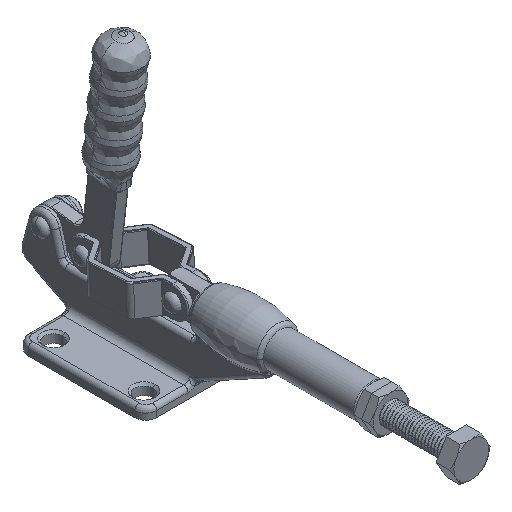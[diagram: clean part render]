
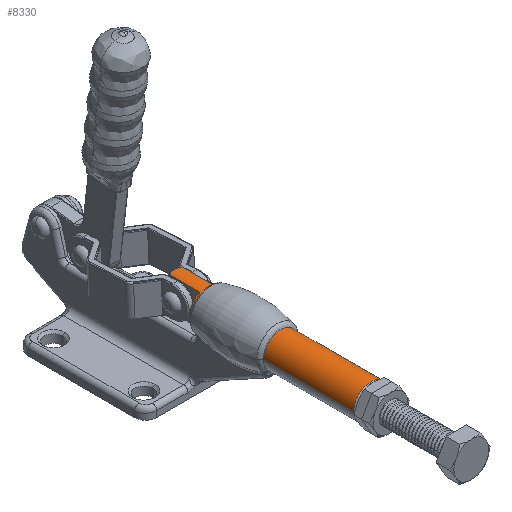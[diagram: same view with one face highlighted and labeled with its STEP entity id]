
A CAD part, isometric view. The second image highlights one B-rep face of the part: STEP entity #8330.
In plain terms, the highlighted face is a revolution surface.
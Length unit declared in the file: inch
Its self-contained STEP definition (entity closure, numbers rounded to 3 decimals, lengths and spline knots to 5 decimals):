
#5529=VERTEX_POINT('',#14075);
#6632=EDGE_CURVE('',#5529,#9725,#15273,.T.);
#6789=VERTEX_POINT('',#15443);
#7977=EDGE_CURVE('',#9725,#11333,#16746,.T.);
#7981=EDGE_CURVE('',#9307,#6789,#16750,.T.);
#8330=ADVANCED_FACE('',(#17131),#17132,.T.);
#8338=VERTEX_POINT('',#17140);
#8556=EDGE_CURVE('',#11333,#10475,#17379,.T.);
#9307=VERTEX_POINT('',#18191);
#9633=EDGE_CURVE('',#11702,#5529,#18549,.T.);
#9682=EDGE_CURVE('',#11702,#6789,#18604,.T.);
#9725=VERTEX_POINT('',#18648);
#10475=VERTEX_POINT('',#19461);
#10523=EDGE_CURVE('',#10475,#8338,#19515,.T.);
#10624=EDGE_CURVE('',#9307,#8338,#19624,.T.);
#11333=VERTEX_POINT('',#20407);
#11702=VERTEX_POINT('',#20806);
#14075=CARTESIAN_POINT('',(-0.11811,-2.72543,0.2841));
#15273=B_SPLINE_CURVE_WITH_KNOTS('',1,(#35811,#35812),.UNSPECIFIED.,.F.,.F.,(2,2),(0.0,0.014),.UNSPECIFIED.);
#15443=CARTESIAN_POINT('',(-0.30768,-5.68606,0.));
#16746=(B_SPLINE_CURVE(3,(#41934,#41935,#41936,#41937),.UNSPECIFIED.,.F.,.F.)B_SPLINE_CURVE_WITH_KNOTS((4,4),(-1.96479,-1.1768),.UNSPECIFIED.)RATIONAL_B_SPLINE_CURVE((1.0,0.949,0.949,1.0))BOUNDED_CURVE()REPRESENTATION_ITEM('')GEOMETRIC_REPRESENTATION_ITEM()CURVE());
#16750=(B_SPLINE_CURVE(3,(#41960,#41961,#41962,#41963),.UNSPECIFIED.,.F.,.F.)B_SPLINE_CURVE_WITH_KNOTS((4,4),(0.0,3.14159),.UNSPECIFIED.)RATIONAL_B_SPLINE_CURVE((1.0,0.333,0.333,1.0))BOUNDED_CURVE()REPRESENTATION_ITEM('')GEOMETRIC_REPRESENTATION_ITEM()CURVE());
#17131=FACE_OUTER_BOUND('',#43898,.T.);
#17132=SURFACE_OF_REVOLUTION('',#43899,#43900);
#17140=CARTESIAN_POINT('',(0.30768,-2.72543,0.));
#17379=B_SPLINE_CURVE_WITH_KNOTS('',1,(#45034,#45035),.UNSPECIFIED.,.F.,.F.,(2,2),(-0.014,0.0),.UNSPECIFIED.);
#18191=CARTESIAN_POINT('',(0.30768,-5.68606,0.));
#18549=(B_SPLINE_CURVE(3,(#49587,#49588,#49589,#49590),.UNSPECIFIED.,.F.,.F.)B_SPLINE_CURVE_WITH_KNOTS((4,4),(-3.14159,-1.96479),.UNSPECIFIED.)RATIONAL_B_SPLINE_CURVE((1.0,0.888,0.888,1.0))BOUNDED_CURVE()REPRESENTATION_ITEM('')GEOMETRIC_REPRESENTATION_ITEM()CURVE());
#18604=B_SPLINE_CURVE_WITH_KNOTS('',1,(#49689,#49690),.UNSPECIFIED.,.F.,.F.,(2,2),(0.015,0.0902),.UNSPECIFIED.);
#18648=CARTESIAN_POINT('',(-0.11811,-2.17425,0.2841));
#19461=CARTESIAN_POINT('',(0.11811,-2.72543,0.2841));
#19515=(B_SPLINE_CURVE(3,(#53044,#53045,#53046,#53047),.UNSPECIFIED.,.F.,.F.)B_SPLINE_CURVE_WITH_KNOTS((4,4),(1.96479,3.14159),.UNSPECIFIED.)RATIONAL_B_SPLINE_CURVE((1.0,0.888,0.888,1.0))BOUNDED_CURVE()REPRESENTATION_ITEM('')GEOMETRIC_REPRESENTATION_ITEM()CURVE());
#19624=B_SPLINE_CURVE_WITH_KNOTS('',1,(#53640,#53641),.UNSPECIFIED.,.F.,.F.,(2,2),(-0.0902,-0.015),.UNSPECIFIED.);
#20407=CARTESIAN_POINT('',(0.11811,-2.17425,0.2841));
#20806=CARTESIAN_POINT('',(-0.30768,-2.72543,0.));
#35811=CARTESIAN_POINT('',(-0.11811,-2.72543,0.2841));
#35812=CARTESIAN_POINT('',(-0.11811,-2.17425,0.2841));
#41934=CARTESIAN_POINT('',(-0.11811,-2.17425,0.2841));
#41935=CARTESIAN_POINT('',(-0.04149,-2.17425,0.31596));
#41936=CARTESIAN_POINT('',(0.04149,-2.17425,0.31596));
#41937=CARTESIAN_POINT('',(0.11811,-2.17425,0.2841));
#41960=CARTESIAN_POINT('',(0.30768,-5.68606,0.));
#41961=CARTESIAN_POINT('',(0.30768,-5.68606,0.61535));
#41962=CARTESIAN_POINT('',(-0.30768,-5.68606,0.61535));
#41963=CARTESIAN_POINT('',(-0.30768,-5.68606,0.));
#43898=EDGE_LOOP('',(#67911,#67912,#67913,#67914,#67915,#67916,#67917,#67918));
#43899=B_SPLINE_CURVE_WITH_KNOTS('',1,(#67919,#67920),.UNSPECIFIED.,.F.,.F.,(2,2),(0.0,1.0),.UNSPECIFIED.);
#43900=AXIS1_PLACEMENT('',#67921,#67922);
#45034=CARTESIAN_POINT('',(0.11811,-2.17425,0.2841));
#45035=CARTESIAN_POINT('',(0.11811,-2.72543,0.2841));
#49587=CARTESIAN_POINT('',(-0.30768,-2.72543,0.));
#49588=CARTESIAN_POINT('',(-0.30768,-2.72543,0.12822));
#49589=CARTESIAN_POINT('',(-0.23651,-2.72543,0.23488));
#49590=CARTESIAN_POINT('',(-0.11811,-2.72543,0.2841));
#49689=CARTESIAN_POINT('',(-0.30768,-2.72543,0.));
#49690=CARTESIAN_POINT('',(-0.30768,-5.68606,0.));
#53044=CARTESIAN_POINT('',(0.11811,-2.72543,0.2841));
#53045=CARTESIAN_POINT('',(0.23651,-2.72543,0.23488));
#53046=CARTESIAN_POINT('',(0.30768,-2.72543,0.12822));
#53047=CARTESIAN_POINT('',(0.30768,-2.72543,0.));
#53640=CARTESIAN_POINT('',(0.30768,-5.68606,0.));
#53641=CARTESIAN_POINT('',(0.30768,-2.72543,0.));
#67911=ORIENTED_EDGE('',*,*,#9633,.F.);
#67912=ORIENTED_EDGE('',*,*,#9682,.T.);
#67913=ORIENTED_EDGE('',*,*,#7981,.F.);
#67914=ORIENTED_EDGE('',*,*,#10624,.T.);
#67915=ORIENTED_EDGE('',*,*,#10523,.F.);
#67916=ORIENTED_EDGE('',*,*,#8556,.F.);
#67917=ORIENTED_EDGE('',*,*,#7977,.F.);
#67918=ORIENTED_EDGE('',*,*,#6632,.F.);
#67919=CARTESIAN_POINT('',(0.30768,-5.68606,0.));
#67920=CARTESIAN_POINT('',(0.30768,-2.17425,0.));
#67921=CARTESIAN_POINT('',(0.,-5.68606,0.0));
#67922=DIRECTION('',(0.,1.0,-0.0));
